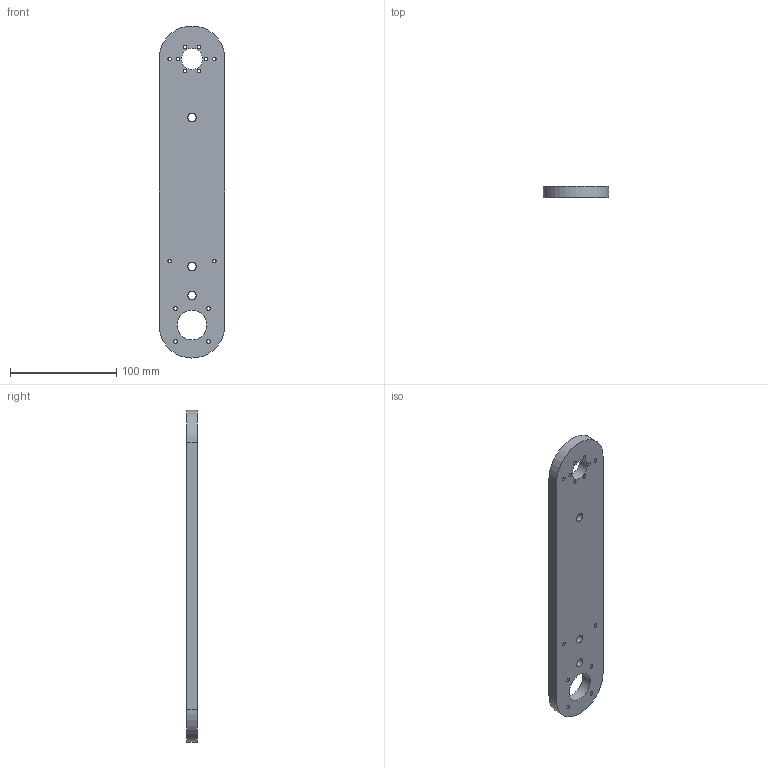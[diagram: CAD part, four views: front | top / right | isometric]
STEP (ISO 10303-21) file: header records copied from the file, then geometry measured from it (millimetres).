
FILE_DESCRIPTION(/* description */ ('J3 arm Aluminium'),/* implementation_level */ '2;1');
FILE_NAME(/* name */ 'J3 arm.stp',/* time_stamp */ '2022-09-12T13:59:58+02:00',/* author */ ('u0128020'),/* organization */ (''),/* preprocessor_version */ 'ST-DEVELOPER v19',/* originating_system */ 'Autodesk Inventor 2023',/* authorisation */ '');
FILE_SCHEMA (('AUTOMOTIVE_DESIGN { 1 0 10303 214 3 1 1 }'));
Length unit declared in the file: millimetre
Products named in the file (1): J3 arm
Bounding box: 62 x 10 x 312 mm (x, y, z)
Volume: 173186.2 mm3; surface area: 45298.4 mm2
Topology: 1 solids, 1 shells, 25 faces, 69 edges, 46 vertices
Faces by surface type: cylinder 21, plane 4
Full cylindrical faces by diameter (mm): 3.3 x14, 8 x3, 20 x1, 28 x1
Entity records: 944 total; most frequent: DIRECTION 163, CARTESIAN_POINT 141, ORIENTED_EDGE 138, EDGE_CURVE 69, AXIS2_PLACEMENT_3D 68, EDGE_LOOP 63, VERTEX_POINT 46, CIRCLE 42
